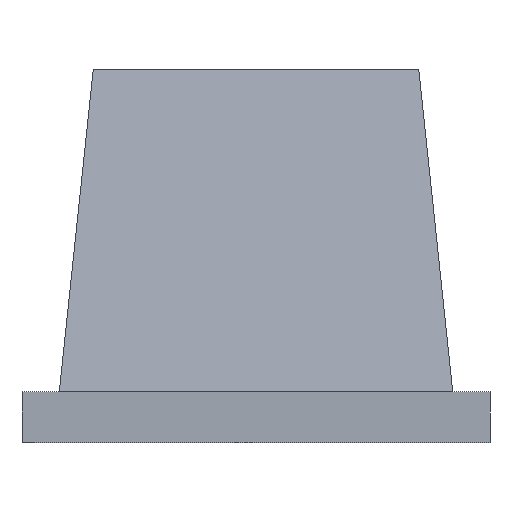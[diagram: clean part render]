
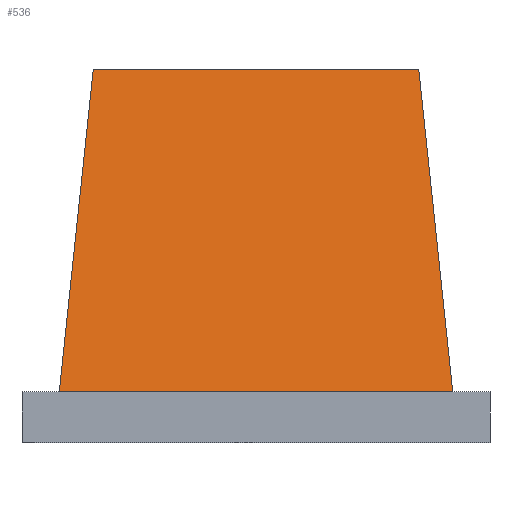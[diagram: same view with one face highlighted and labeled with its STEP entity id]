
A CAD part, front view. The second image highlights one B-rep face of the part: STEP entity #536.
In plain terms, the highlighted planar face has unit normal (0, -0.985, 0.174).
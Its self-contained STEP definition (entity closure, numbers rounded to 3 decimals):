
#56=ORIENTED_EDGE('',*,*,#184,.F.);
#57=ORIENTED_EDGE('',*,*,#195,.F.);
#58=ORIENTED_EDGE('',*,*,#191,.F.);
#59=ORIENTED_EDGE('',*,*,#188,.F.);
#184=EDGE_CURVE('',#256,#257,#304,.F.);
#188=EDGE_CURVE('',#257,#260,#308,.F.);
#191=EDGE_CURVE('',#260,#262,#311,.F.);
#195=EDGE_CURVE('',#262,#256,#315,.F.);
#256=VERTEX_POINT('',#786);
#257=VERTEX_POINT('',#787);
#260=VERTEX_POINT('',#795);
#262=VERTEX_POINT('',#801);
#304=LINE('',#785,#376);
#308=LINE('',#794,#380);
#311=LINE('',#800,#383);
#315=LINE('',#808,#387);
#376=VECTOR('',#632,1000.);
#380=VECTOR('',#638,1000.);
#383=VECTOR('',#643,1000.);
#387=VECTOR('',#651,1000.);
#437=EDGE_LOOP('',(#56,#57,#58,#59));
#473=FACE_BOUND('',#437,.T.);
#505=PLANE('',#580);
#536=ADVANCED_FACE('',(#473),#505,.T.);
#580=AXIS2_PLACEMENT_3D('',#807,#649,#650);
#632=DIRECTION('',(-0.103,-0.173,-0.98));
#638=DIRECTION('',(-1.,0.,0.));
#643=DIRECTION('',(-0.103,0.173,0.98));
#649=DIRECTION('',(0.,-0.985,0.174));
#650=DIRECTION('',(0.,-0.174,-0.985));
#651=DIRECTION('',(1.,0.,0.));
#785=CARTESIAN_POINT('',(-25.004,-1.682,37.963));
#786=CARTESIAN_POINT('',(-29.,-8.376,0.));
#787=CARTESIAN_POINT('',(-24.,0.,47.5));
#794=CARTESIAN_POINT('',(-24.,0.,47.5));
#795=CARTESIAN_POINT('',(24.,0.,47.5));
#800=CARTESIAN_POINT('',(20.153,6.444,84.045));
#801=CARTESIAN_POINT('',(29.,-8.376,0.));
#807=CARTESIAN_POINT('',(0.,0.,47.5));
#808=CARTESIAN_POINT('',(-29.,-8.376,0.));
